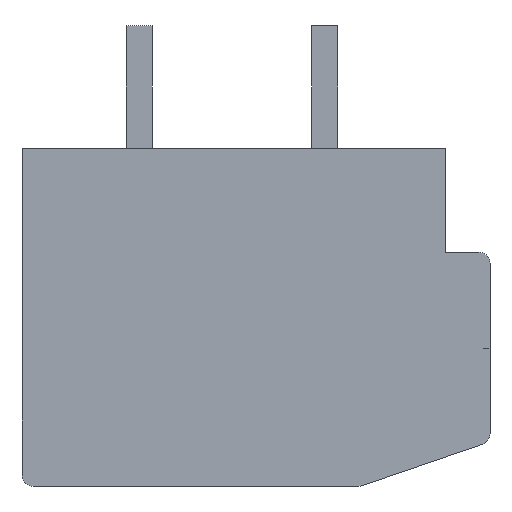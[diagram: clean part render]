
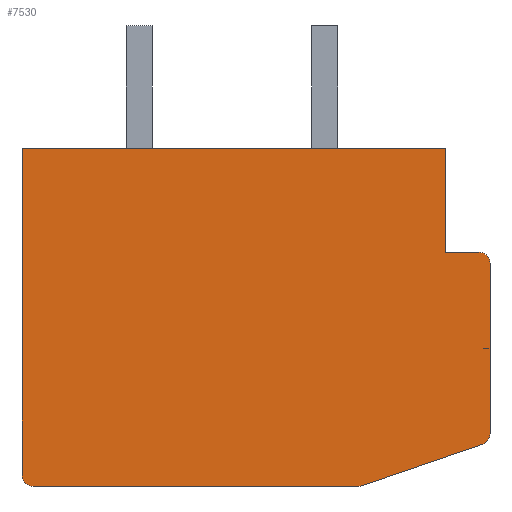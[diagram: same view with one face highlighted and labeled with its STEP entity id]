
A CAD part, front view. The second image highlights one B-rep face of the part: STEP entity #7530.
In plain terms, the highlighted planar face has unit normal (0, -1, 0).
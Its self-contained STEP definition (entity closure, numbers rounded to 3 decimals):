
#1=CARTESIAN_POINT('',(6.,-84.16,-3.136));
#2=DIRECTION('',(0.,-1.,0.));
#3=DIRECTION('',(0.324,0.,-0.946));
#4=AXIS2_PLACEMENT_3D('',#1,#2,#3);
#6=DIRECTION('',(-0.946,0.,-0.324));
#7=VECTOR('',#6,3.486);
#8=CARTESIAN_POINT('',(6.097,-84.16,-3.419));
#9=LINE('',#8,#7);
#10=DIRECTION('',(-1.,0.,0.));
#11=VECTOR('',#10,8.8);
#12=CARTESIAN_POINT('',(2.8,-84.16,-4.55));
#13=LINE('',#12,#11);
#14=CARTESIAN_POINT('',(-6.,-84.16,-4.25));
#15=DIRECTION('',(0.,-1.,0.));
#16=DIRECTION('',(-1.,0.,0.));
#17=AXIS2_PLACEMENT_3D('',#14,#15,#16);
#19=DIRECTION('',(0.,0.,1.));
#20=VECTOR('',#19,8.8);
#21=CARTESIAN_POINT('',(-6.3,-84.16,-4.25));
#22=LINE('',#21,#20);
#23=DIRECTION('',(1.,0.,0.));
#24=VECTOR('',#23,11.4);
#25=CARTESIAN_POINT('',(-6.3,-84.16,4.55));
#26=LINE('',#25,#24);
#27=DIRECTION('',(0.,0.,-1.));
#28=VECTOR('',#27,2.8);
#29=CARTESIAN_POINT('',(5.1,-84.16,4.55));
#30=LINE('',#29,#28);
#31=DIRECTION('',(1.,0.,0.));
#32=VECTOR('',#31,0.9);
#33=CARTESIAN_POINT('',(5.1,-84.16,1.75));
#34=LINE('',#33,#32);
#35=CARTESIAN_POINT('',(6.,-84.16,1.45));
#36=DIRECTION('',(0.,-1.,0.));
#37=DIRECTION('',(1.,0.,0.));
#38=AXIS2_PLACEMENT_3D('',#35,#36,#37);
#40=DIRECTION('',(0.,0.,-1.));
#41=VECTOR('',#40,4.586);
#42=CARTESIAN_POINT('',(6.3,-84.16,1.45));
#43=LINE('',#42,#41);
#5799=CARTESIAN_POINT('',(-6.3,-84.16,4.55));
#5800=CARTESIAN_POINT('',(5.1,-84.16,4.55));
#5801=VERTEX_POINT('',#5799);
#5802=VERTEX_POINT('',#5800);
#5803=CARTESIAN_POINT('',(5.1,-84.16,1.75));
#5804=VERTEX_POINT('',#5803);
#5805=CARTESIAN_POINT('',(6.097,-84.16,-3.419));
#5806=CARTESIAN_POINT('',(6.3,-84.16,-3.136));
#5807=VERTEX_POINT('',#5805);
#5808=VERTEX_POINT('',#5806);
#5809=CARTESIAN_POINT('',(6.3,-84.16,1.45));
#5810=CARTESIAN_POINT('',(6.,-84.16,1.75));
#5811=VERTEX_POINT('',#5809);
#5812=VERTEX_POINT('',#5810);
#5813=CARTESIAN_POINT('',(-6.3,-84.16,-4.25));
#5814=CARTESIAN_POINT('',(-6.,-84.16,-4.55));
#5815=VERTEX_POINT('',#5813);
#5816=VERTEX_POINT('',#5814);
#5817=CARTESIAN_POINT('',(2.8,-84.16,-4.55));
#5818=VERTEX_POINT('',#5817);
#7503=CARTESIAN_POINT('',(0.,-84.16,0.));
#7504=DIRECTION('',(0.,1.,0.));
#7505=DIRECTION('',(1.,0.,0.));
#7506=AXIS2_PLACEMENT_3D('',#7503,#7504,#7505);
#7507=PLANE('',#7506);
#7509=ORIENTED_EDGE('',*,*,#7508,.F.);
#7511=ORIENTED_EDGE('',*,*,#7510,.T.);
#7513=ORIENTED_EDGE('',*,*,#7512,.T.);
#7515=ORIENTED_EDGE('',*,*,#7514,.F.);
#7517=ORIENTED_EDGE('',*,*,#7516,.T.);
#7519=ORIENTED_EDGE('',*,*,#7518,.T.);
#7521=ORIENTED_EDGE('',*,*,#7520,.T.);
#7523=ORIENTED_EDGE('',*,*,#7522,.T.);
#7525=ORIENTED_EDGE('',*,*,#7524,.F.);
#7527=ORIENTED_EDGE('',*,*,#7526,.T.);
#7528=EDGE_LOOP('',(#7509,#7511,#7513,#7515,#7517,#7519,#7521,#7523,#7525,
#7527));
#7529=FACE_OUTER_BOUND('',#7528,.F.);
#7530=ADVANCED_FACE('',(#7529),#7507,.F.);
#5=CIRCLE('',#4,0.3);
#18=CIRCLE('',#17,0.3);
#39=CIRCLE('',#38,0.3);
#7508=EDGE_CURVE('',#5807,#5808,#5,.T.);
#7510=EDGE_CURVE('',#5807,#5818,#9,.T.);
#7512=EDGE_CURVE('',#5818,#5816,#13,.T.);
#7514=EDGE_CURVE('',#5815,#5816,#18,.T.);
#7516=EDGE_CURVE('',#5815,#5801,#22,.T.);
#7518=EDGE_CURVE('',#5801,#5802,#26,.T.);
#7520=EDGE_CURVE('',#5802,#5804,#30,.T.);
#7522=EDGE_CURVE('',#5804,#5812,#34,.T.);
#7524=EDGE_CURVE('',#5811,#5812,#39,.T.);
#7526=EDGE_CURVE('',#5811,#5808,#43,.T.);
